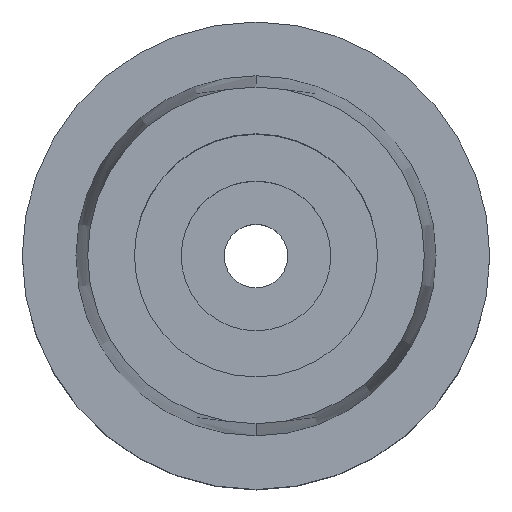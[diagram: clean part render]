
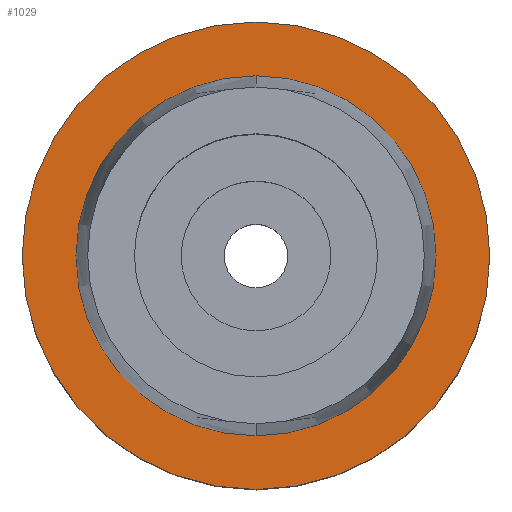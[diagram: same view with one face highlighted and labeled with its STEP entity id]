
A CAD part, top view. The second image highlights one B-rep face of the part: STEP entity #1029.
In plain terms, the highlighted planar face has unit normal (0, 0, 1).
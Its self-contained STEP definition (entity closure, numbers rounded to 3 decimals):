
#64=CARTESIAN_POINT('',(0.,0.,0.));
#65=DIRECTION('',(0.,0.,-1.));
#66=DIRECTION('',(0.,-1.,0.));
#67=AXIS2_PLACEMENT_3D('',#64,#65,#66);
#72=CARTESIAN_POINT('',(0.,0.,0.));
#73=DIRECTION('',(0.,0.,-1.));
#74=DIRECTION('',(0.,1.,0.));
#75=AXIS2_PLACEMENT_3D('',#72,#73,#74);
#80=CARTESIAN_POINT('',(0.,0.,0.));
#81=DIRECTION('',(0.,0.,1.));
#82=DIRECTION('',(0.,-1.,0.));
#83=AXIS2_PLACEMENT_3D('',#80,#81,#82);
#88=CARTESIAN_POINT('',(0.,0.,0.));
#89=DIRECTION('',(0.,0.,1.));
#90=DIRECTION('',(0.,1.,0.));
#91=AXIS2_PLACEMENT_3D('',#88,#89,#90);
#960=CARTESIAN_POINT('',(0.,25.,0.));
#961=VERTEX_POINT('',#960);
#962=CARTESIAN_POINT('',(0.,-25.,0.));
#963=VERTEX_POINT('',#962);
#964=CARTESIAN_POINT('',(0.,-19.25,0.));
#965=CARTESIAN_POINT('',(0.,19.25,0.));
#966=VERTEX_POINT('',#964);
#967=VERTEX_POINT('',#965);
#1014=CARTESIAN_POINT('',(0.,0.,0.));
#1015=DIRECTION('',(0.,0.,-1.));
#1016=DIRECTION('',(0.,-1.,0.));
#1017=AXIS2_PLACEMENT_3D('',#1014,#1015,#1016);
#1018=PLANE('',#1017);
#1020=ORIENTED_EDGE('',*,*,#1019,.T.);
#1022=ORIENTED_EDGE('',*,*,#1021,.T.);
#1023=EDGE_LOOP('',(#1020,#1022));
#1024=FACE_OUTER_BOUND('',#1023,.F.);
#1025=ORIENTED_EDGE('',*,*,#1007,.T.);
#1026=ORIENTED_EDGE('',*,*,#996,.T.);
#1027=EDGE_LOOP('',(#1025,#1026));
#1028=FACE_BOUND('',#1027,.F.);
#68=CIRCLE('',#67,25.);
#76=CIRCLE('',#75,25.);
#84=CIRCLE('',#83,19.25);
#92=CIRCLE('',#91,19.25);
#996=EDGE_CURVE('',#967,#966,#92,.T.);
#1007=EDGE_CURVE('',#966,#967,#84,.T.);
#1019=EDGE_CURVE('',#963,#961,#68,.T.);
#1021=EDGE_CURVE('',#961,#963,#76,.T.);
#1029=ADVANCED_FACE('',(#1024,#1028),#1018,.F.);
